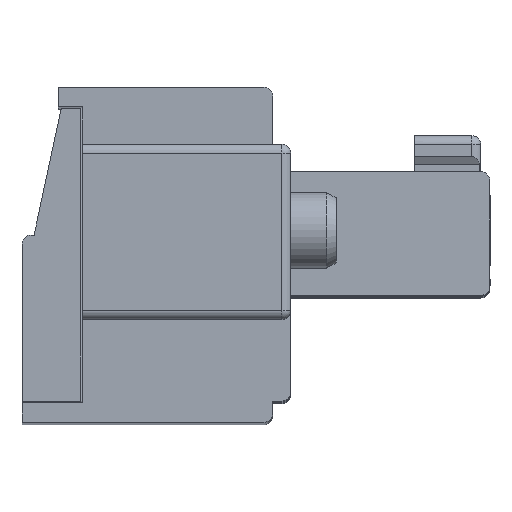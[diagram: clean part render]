
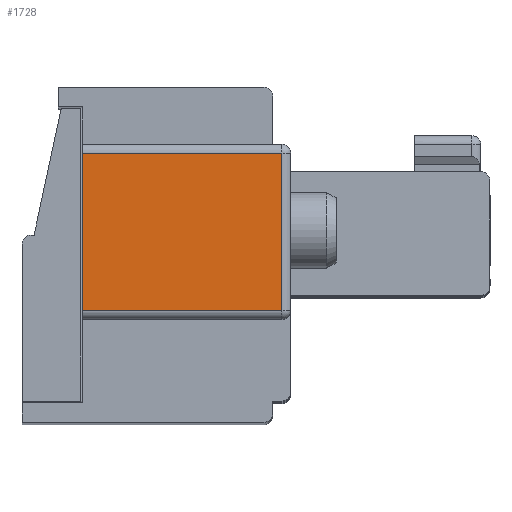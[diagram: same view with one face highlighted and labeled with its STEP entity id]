
A CAD part, top view. The second image highlights one B-rep face of the part: STEP entity #1728.
In plain terms, the highlighted planar face has unit normal (0, 0, 1).
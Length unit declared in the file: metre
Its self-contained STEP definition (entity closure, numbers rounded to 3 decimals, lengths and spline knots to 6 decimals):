
#1728=ADVANCED_FACE('',(#4130),#4131,.T.);
#4130=FACE_OUTER_BOUND('',#7222,.T.);
#4131=PLANE('',#7223);
#7222=EDGE_LOOP('',(#12476,#12477,#12478,#12479));
#7223=AXIS2_PLACEMENT_3D('',#12480,#12481,#12482);
#12476=ORIENTED_EDGE('',*,*,#19524,.T.);
#12477=ORIENTED_EDGE('',*,*,#19525,.T.);
#12478=ORIENTED_EDGE('',*,*,#19526,.T.);
#12479=ORIENTED_EDGE('',*,*,#19527,.T.);
#12480=CARTESIAN_POINT('',(0.007073,0.00941,0.046708));
#12481=DIRECTION('',(0.,0.,1.0));
#12482=DIRECTION('',(1.0,0.,0.0));
#19524=EDGE_CURVE('',#23989,#23990,#23991,.T.);
#19525=EDGE_CURVE('',#23990,#23992,#23993,.T.);
#19526=EDGE_CURVE('',#23992,#23994,#23995,.T.);
#19527=EDGE_CURVE('',#23994,#23989,#23996,.T.);
#23989=VERTEX_POINT('',#30458);
#23990=VERTEX_POINT('',#30459);
#23991=LINE('',#30460,#30461);
#23992=VERTEX_POINT('',#30462);
#23993=LINE('',#30463,#30464);
#23994=VERTEX_POINT('',#30465);
#23995=LINE('',#30466,#30467);
#23996=LINE('',#30468,#30469);
#30458=CARTESIAN_POINT('',(0.000473,0.00941,0.046708));
#30459=CARTESIAN_POINT('',(0.000473,0.00421,0.046708));
#30460=CARTESIAN_POINT('',(0.000473,0.00391,0.046708));
#30461=VECTOR('',#35268,1.0);
#30462=CARTESIAN_POINT('',(0.007073,0.00421,0.046708));
#30463=CARTESIAN_POINT('',(0.007073,0.00421,0.046708));
#30464=VECTOR('',#35269,1.0);
#30465=CARTESIAN_POINT('',(0.007073,0.00941,0.046708));
#30466=CARTESIAN_POINT('',(0.007073,0.00941,0.046708));
#30467=VECTOR('',#35270,1.0);
#30468=CARTESIAN_POINT('',(0.007073,0.00941,0.046708));
#30469=VECTOR('',#35271,1.0);
#35268=DIRECTION('',(0.,-1.0,0.));
#35269=DIRECTION('',(1.0,0.,0.));
#35270=DIRECTION('',(0.,1.0,0.));
#35271=DIRECTION('',(-1.0,0.,0.));
